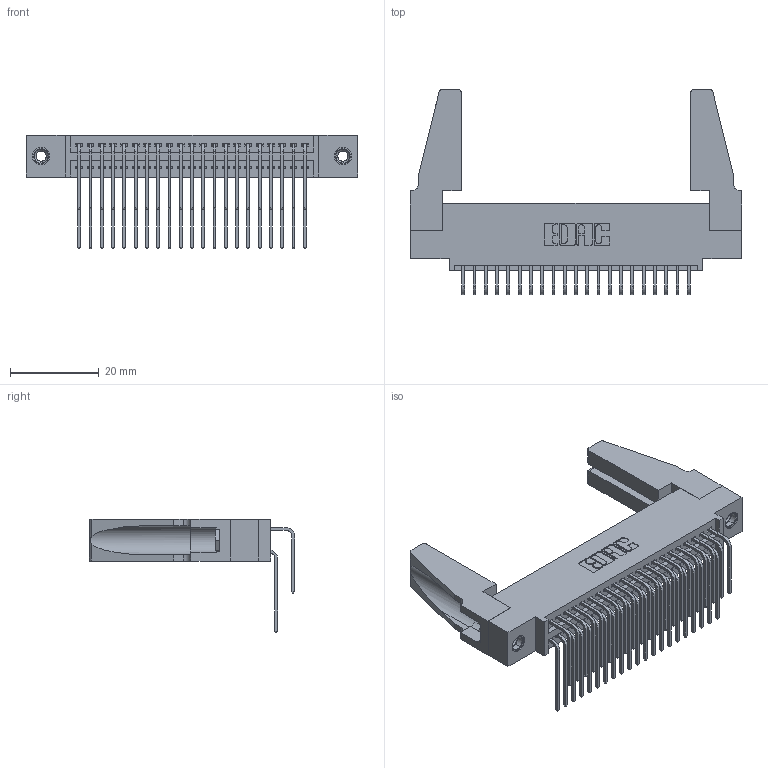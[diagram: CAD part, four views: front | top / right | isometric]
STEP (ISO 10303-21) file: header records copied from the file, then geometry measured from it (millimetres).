
FILE_DESCRIPTION (( 'STEP AP203' ), '1' );
FILE_NAME ('395-042-559-588.STEP', '2019-10-18T13:36:21', ( '' ), ( '' ), 'SwSTEP 2.0', 'SolidWorks 2016', '' );
FILE_SCHEMA (( 'CONFIG_CONTROL_DESIGN' ));
Length unit declared in the file: inch
Products named in the file (6): 345 Part_0.110 Offset - 0.156 Dia-TH; 345-292-001_558 559 Tail - 1; 345-292-001_559 Tail - 2; 345-250-001_345-250-001-102; 345-220-078_345-220-088; 395-042-559-588
Assembly tree (47 placements, depth 2):
  395-042-559-588
    345 Part_0.110 Offset - 0.156 Dia-TH
    345-292-001_558 559 Tail - 1  x21
    345-292-001_559 Tail - 2  x21
    345-250-001_345-250-001-102  x2
    345-220-078_345-220-088  x2
Bounding box: 74.57 x 46.22 x 25.53 mm (x, y, z)
Volume: 10470.7 mm3; surface area: 14617.3 mm2
Topology: 47 solids, 47 shells, 2438 faces, 7177 edges, 4718 vertices
Faces by surface type: plane 1626, cylinder 796, cone 12, torus 4
Entity records: 23236 total; most frequent: CARTESIAN_POINT 3957, ORIENTED_EDGE 3800, DIRECTION 3492, EDGE_CURVE 1900, LINE 1602, VECTOR 1602, VERTEX_POINT 1258, AXIS2_PLACEMENT_3D 945
